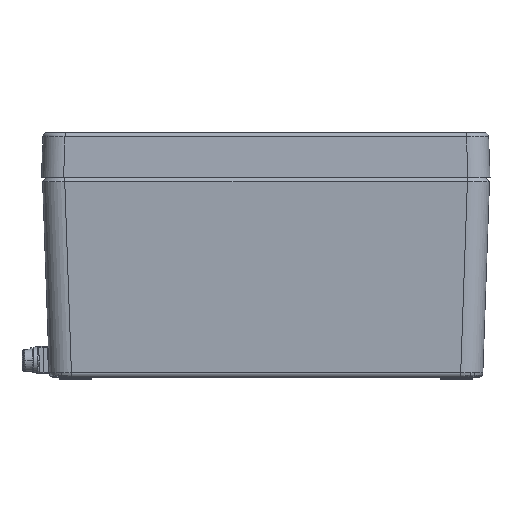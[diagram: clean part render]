
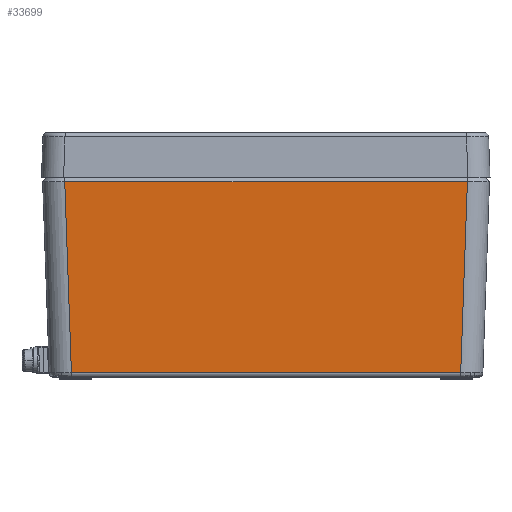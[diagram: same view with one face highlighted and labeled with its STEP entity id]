
A CAD part, left-side view. The second image highlights one B-rep face of the part: STEP entity #33699.
In plain terms, the highlighted planar face has unit normal (-0.999, 0, -0.035).
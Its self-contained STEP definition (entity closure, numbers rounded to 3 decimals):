
#26714 = VERTEX_POINT('',#26715);
#26715 = CARTESIAN_POINT('',(-112.928,87.972,
    -88.32));
#26742 = VERTEX_POINT('',#26743);
#26743 = CARTESIAN_POINT('',(-112.928,-87.972,
    -88.32));
#26750 = EDGE_CURVE('',#26742,#26714,#26751,.T.);
#26751 = LINE('',#26752,#26753);
#26752 = CARTESIAN_POINT('',(-112.928,0.,
    -88.32));
#26753 = VECTOR('',#26754,1.);
#26754 = DIRECTION('',(-0.,1.,-0.));
#33699 = ADVANCED_FACE('',(#33700),#33725,.T.);
#33700 = FACE_BOUND('',#33701,.T.);
#33701 = EDGE_LOOP('',(#33702,#33710,#33711,#33719));
#33702 = ORIENTED_EDGE('',*,*,#33703,.T.);
#33703 = EDGE_CURVE('',#33704,#26714,#33706,.T.);
#33704 = VERTEX_POINT('',#33705);
#33705 = CARTESIAN_POINT('',(-115.945,90.989,
    -1.933));
#33706 = LINE('',#33707,#33708);
#33707 = CARTESIAN_POINT('',(-115.945,90.989,-1.933
    ));
#33708 = VECTOR('',#33709,1.);
#33709 = DIRECTION('',(0.035,-0.035,
    -0.999));
#33710 = ORIENTED_EDGE('',*,*,#26750,.F.);
#33711 = ORIENTED_EDGE('',*,*,#33712,.T.);
#33712 = EDGE_CURVE('',#26742,#33713,#33715,.T.);
#33713 = VERTEX_POINT('',#33714);
#33714 = CARTESIAN_POINT('',(-115.945,-90.989,
    -1.933));
#33715 = LINE('',#33716,#33717);
#33716 = CARTESIAN_POINT('',(-112.928,-87.972,
    -88.32));
#33717 = VECTOR('',#33718,1.);
#33718 = DIRECTION('',(-0.035,-0.035,
    0.999));
#33719 = ORIENTED_EDGE('',*,*,#33720,.T.);
#33720 = EDGE_CURVE('',#33713,#33704,#33721,.T.);
#33721 = LINE('',#33722,#33723);
#33722 = CARTESIAN_POINT('',(-115.945,109.291,
    -1.933));
#33723 = VECTOR('',#33724,1.);
#33724 = DIRECTION('',(0.,1.,-0.));
#33725 = PLANE('',#33726);
#33726 = AXIS2_PLACEMENT_3D('',#33727,#33728,#33729);
#33727 = CARTESIAN_POINT('',(-116.142,109.291,3.72)
  );
#33728 = DIRECTION('',(-0.999,0.,-0.035));
#33729 = DIRECTION('',(-0.035,0.,0.999));
